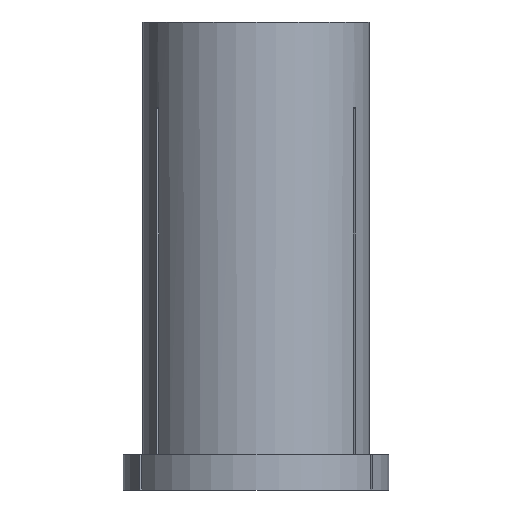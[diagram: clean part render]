
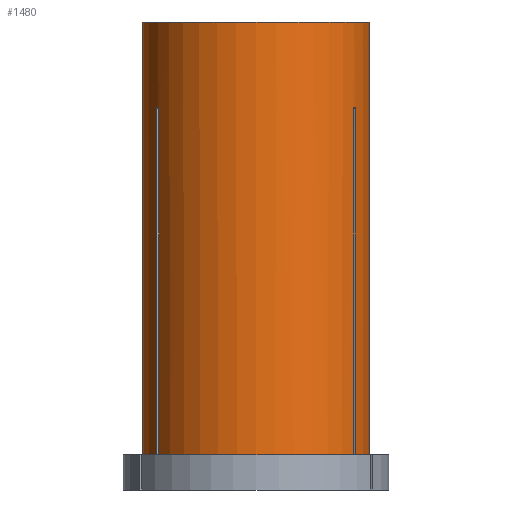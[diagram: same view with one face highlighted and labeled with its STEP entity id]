
A CAD part, front view. The second image highlights one B-rep face of the part: STEP entity #1480.
In plain terms, the highlighted cylindrical face has radius 16 mm (diameter 32 mm), a partial arc.
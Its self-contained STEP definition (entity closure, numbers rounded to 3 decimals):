
#43 = VECTOR ( 'NONE', #698, 1000. ) ;
#51 = CARTESIAN_POINT ( 'NONE',  ( 16., 0., -61. ) ) ;
#96 = EDGE_CURVE ( 'NONE', #324, #1325, #864, .T. ) ;
#100 = DIRECTION ( 'NONE',  ( 1., 0., 0. ) ) ;
#105 = CARTESIAN_POINT ( 'NONE',  ( 14.004, -7.739, -61. ) ) ;
#115 = ORIENTED_EDGE ( 'NONE', *, *, #1061, .T. ) ;
#117 = CARTESIAN_POINT ( 'NONE',  ( -13.755, -8.173, -12.084 ) ) ;
#130 = VERTEX_POINT ( 'NONE', #105 ) ;
#147 = VERTEX_POINT ( 'NONE', #769 ) ;
#177 = DIRECTION ( 'NONE',  ( 0., 0., 1. ) ) ;
#182 = AXIS2_PLACEMENT_3D ( 'NONE', #876, #1100, #1216 ) ;
#184 = CIRCLE ( 'NONE', #1227, 16. ) ;
#187 = EDGE_CURVE ( 'NONE', #797, #287, #1472, .T. ) ;
#195 = CARTESIAN_POINT ( 'NONE',  ( -14.004, -7.739, 0. ) ) ;
#214 = LINE ( 'NONE', #1128, #1106 ) ;
#219 = EDGE_CURVE ( 'NONE', #550, #324, #1339, .T. ) ;
#271 = CARTESIAN_POINT ( 'NONE',  ( -16., 0., 0. ) ) ;
#287 = VERTEX_POINT ( 'NONE', #1481 ) ;
#324 = VERTEX_POINT ( 'NONE', #634 ) ;
#328 = EDGE_LOOP ( 'NONE', ( #1133, #763, #524, #687, #1509, #994, #1442, #910, #667, #115, #814, #1387 ) ) ;
#375 = CIRCLE ( 'NONE', #649, 16. ) ;
#382 = B_SPLINE_CURVE_WITH_KNOTS ( 'NONE', 3,
 ( #1464, #1232, #538, #674, #1338 ),
 .UNSPECIFIED., .F., .F.,
 ( 4, 1, 4 ),
 ( 0.09, 0.09, 0.09 ),
 .UNSPECIFIED. ) ;
#387 = CARTESIAN_POINT ( 'NONE',  ( -13.806, -8.087, -12.083 ) ) ;
#438 = DIRECTION ( 'NONE',  ( 0., 0., 1. ) ) ;
#490 = CARTESIAN_POINT ( 'NONE',  ( 13.704, -8.258, 0. ) ) ;
#511 = VERTEX_POINT ( 'NONE', #1054 ) ;
#524 = ORIENTED_EDGE ( 'NONE', *, *, #736, .T. ) ;
#538 = CARTESIAN_POINT ( 'NONE',  ( 13.857, -8.001, -12.083 ) ) ;
#547 = CARTESIAN_POINT ( 'NONE',  ( 0., 0., -61. ) ) ;
#550 = VERTEX_POINT ( 'NONE', #904 ) ;
#571 = VECTOR ( 'NONE', #1079, 1000. ) ;
#603 = CARTESIAN_POINT ( 'NONE',  ( -13.704, -8.258, -12.085 ) ) ;
#618 = VERTEX_POINT ( 'NONE', #654 ) ;
#634 = CARTESIAN_POINT ( 'NONE',  ( 13.704, -8.258, -61. ) ) ;
#642 = AXIS2_PLACEMENT_3D ( 'NONE', #1171, #177, #100 ) ;
#646 = EDGE_CURVE ( 'NONE', #147, #1134, #656, .T. ) ;
#649 = AXIS2_PLACEMENT_3D ( 'NONE', #547, #1266, #1169 ) ;
#654 = CARTESIAN_POINT ( 'NONE',  ( 14.004, -7.739, -12.085 ) ) ;
#656 = LINE ( 'NONE', #271, #43 ) ;
#658 = EDGE_CURVE ( 'NONE', #147, #511, #375, .T. ) ;
#667 = ORIENTED_EDGE ( 'NONE', *, *, #915, .F. ) ;
#670 = CIRCLE ( 'NONE', #182, 16. ) ;
#674 = CARTESIAN_POINT ( 'NONE',  ( 13.955, -7.827, -12.084 ) ) ;
#687 = ORIENTED_EDGE ( 'NONE', *, *, #187, .T. ) ;
#698 = DIRECTION ( 'NONE',  ( 0., 0., 1. ) ) ;
#712 = CARTESIAN_POINT ( 'NONE',  ( 16., 0., 0. ) ) ;
#736 = EDGE_CURVE ( 'NONE', #511, #797, #1190, .T. ) ;
#752 = DIRECTION ( 'NONE',  ( 1., 0., 0. ) ) ;
#763 = ORIENTED_EDGE ( 'NONE', *, *, #658, .T. ) ;
#769 = CARTESIAN_POINT ( 'NONE',  ( -16., 0., -61. ) ) ;
#770 = DIRECTION ( 'NONE',  ( 0., 0., 1. ) ) ;
#779 = VERTEX_POINT ( 'NONE', #712 ) ;
#797 = VERTEX_POINT ( 'NONE', #898 ) ;
#804 = CARTESIAN_POINT ( 'NONE',  ( 0., 0., -61. ) ) ;
#805 = CARTESIAN_POINT ( 'NONE',  ( -13.956, -7.826, -12.084 ) ) ;
#814 = ORIENTED_EDGE ( 'NONE', *, *, #1499, .T. ) ;
#860 = CARTESIAN_POINT ( 'NONE',  ( -16., 0., 0. ) ) ;
#864 = LINE ( 'NONE', #490, #571 ) ;
#876 = CARTESIAN_POINT ( 'NONE',  ( 0., 0., -61. ) ) ;
#898 = CARTESIAN_POINT ( 'NONE',  ( -14.004, -7.739, -12.085 ) ) ;
#904 = CARTESIAN_POINT ( 'NONE',  ( -13.704, -8.258, -61. ) ) ;
#910 = ORIENTED_EDGE ( 'NONE', *, *, #1251, .T. ) ;
#915 = EDGE_CURVE ( 'NONE', #130, #618, #214, .T. ) ;
#930 = CARTESIAN_POINT ( 'NONE',  ( 16., 0., 0. ) ) ;
#935 = DIRECTION ( 'NONE',  ( 1., 0., 0. ) ) ;
#946 = EDGE_CURVE ( 'NONE', #550, #287, #1044, .T. ) ;
#958 = CARTESIAN_POINT ( 'NONE',  ( 13.704, -8.258, -12.085 ) ) ;
#970 = CARTESIAN_POINT ( 'NONE',  ( 0., 0., 0. ) ) ;
#994 = ORIENTED_EDGE ( 'NONE', *, *, #219, .T. ) ;
#998 = DIRECTION ( 'NONE',  ( 0., 0., 1. ) ) ;
#1006 = LINE ( 'NONE', #930, #1124 ) ;
#1012 = DIRECTION ( 'NONE',  ( 0., 0., 1. ) ) ;
#1044 = LINE ( 'NONE', #1317, #1409 ) ;
#1054 = CARTESIAN_POINT ( 'NONE',  ( -14.004, -7.739, -61. ) ) ;
#1061 = EDGE_CURVE ( 'NONE', #130, #1132, #670, .T. ) ;
#1079 = DIRECTION ( 'NONE',  ( 0., 0., 1. ) ) ;
#1100 = DIRECTION ( 'NONE',  ( 0., 0., 1. ) ) ;
#1106 = VECTOR ( 'NONE', #998, 1000. ) ;
#1124 = VECTOR ( 'NONE', #770, 1000. ) ;
#1128 = CARTESIAN_POINT ( 'NONE',  ( 14.004, -7.739, 0. ) ) ;
#1132 = VERTEX_POINT ( 'NONE', #51 ) ;
#1133 = ORIENTED_EDGE ( 'NONE', *, *, #646, .F. ) ;
#1134 = VERTEX_POINT ( 'NONE', #860 ) ;
#1169 = DIRECTION ( 'NONE',  ( 1., 0., 0. ) ) ;
#1171 = CARTESIAN_POINT ( 'NONE',  ( 0., 0., 0. ) ) ;
#1175 = AXIS2_PLACEMENT_3D ( 'NONE', #804, #1012, #935 ) ;
#1190 = LINE ( 'NONE', #195, #1475 ) ;
#1216 = DIRECTION ( 'NONE',  ( 1., 0., 0. ) ) ;
#1227 = AXIS2_PLACEMENT_3D ( 'NONE', #970, #1322, #752 ) ;
#1232 = CARTESIAN_POINT ( 'NONE',  ( 13.755, -8.173, -12.084 ) ) ;
#1251 = EDGE_CURVE ( 'NONE', #1325, #618, #382, .T. ) ;
#1254 = CYLINDRICAL_SURFACE ( 'NONE', #642, 16. ) ;
#1266 = DIRECTION ( 'NONE',  ( 0., 0., 1. ) ) ;
#1303 = FACE_OUTER_BOUND ( 'NONE', #328, .T. ) ;
#1317 = CARTESIAN_POINT ( 'NONE',  ( -13.704, -8.258, 0. ) ) ;
#1322 = DIRECTION ( 'NONE',  ( 0., 0., 1. ) ) ;
#1325 = VERTEX_POINT ( 'NONE', #958 ) ;
#1333 = EDGE_CURVE ( 'NONE', #1134, #779, #184, .T. ) ;
#1338 = CARTESIAN_POINT ( 'NONE',  ( 14.004, -7.739, -12.085 ) ) ;
#1339 = CIRCLE ( 'NONE', #1175, 16. ) ;
#1387 = ORIENTED_EDGE ( 'NONE', *, *, #1333, .F. ) ;
#1409 = VECTOR ( 'NONE', #1518, 1000. ) ;
#1442 = ORIENTED_EDGE ( 'NONE', *, *, #96, .T. ) ;
#1464 = CARTESIAN_POINT ( 'NONE',  ( 13.704, -8.258, -12.085 ) ) ;
#1472 = B_SPLINE_CURVE_WITH_KNOTS ( 'NONE', 3,
 ( #1523, #805, #1490, #387, #117, #603 ),
 .UNSPECIFIED., .F., .F.,
 ( 4, 2, 4 ),
 ( 0.081, 0.082, 0.082 ),
 .UNSPECIFIED. ) ;
#1475 = VECTOR ( 'NONE', #438, 1000. ) ;
#1480 = ADVANCED_FACE ( 'NONE', ( #1303 ), #1254, .T. ) ;
#1481 = CARTESIAN_POINT ( 'NONE',  ( -13.704, -8.258, -12.085 ) ) ;
#1490 = CARTESIAN_POINT ( 'NONE',  ( -13.906, -7.914, -12.083 ) ) ;
#1499 = EDGE_CURVE ( 'NONE', #1132, #779, #1006, .T. ) ;
#1509 = ORIENTED_EDGE ( 'NONE', *, *, #946, .F. ) ;
#1518 = DIRECTION ( 'NONE',  ( 0., 0., 1. ) ) ;
#1523 = CARTESIAN_POINT ( 'NONE',  ( -14.004, -7.739, -12.085 ) ) ;
